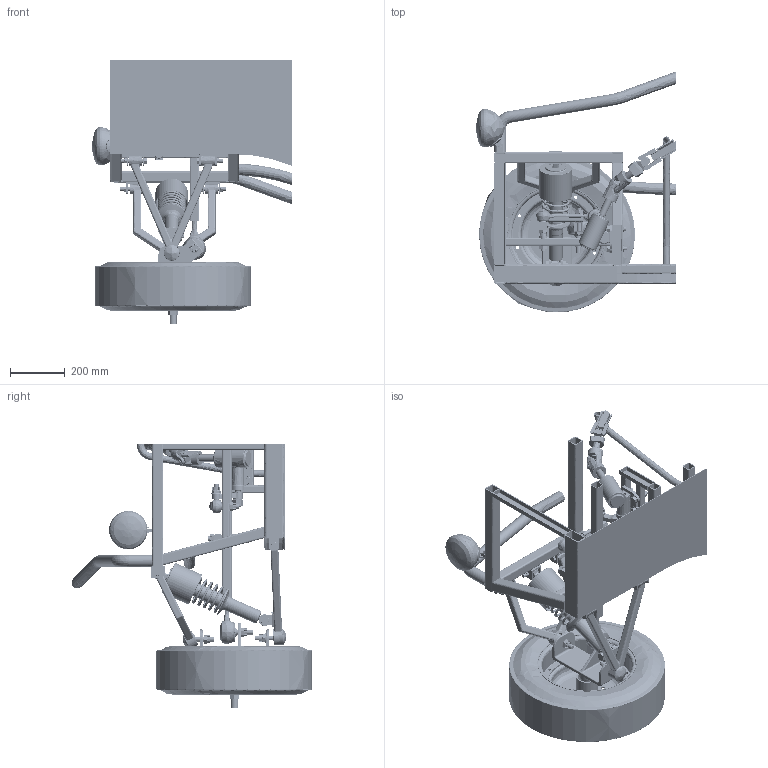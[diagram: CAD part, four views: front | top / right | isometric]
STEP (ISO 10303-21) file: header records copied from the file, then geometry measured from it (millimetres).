
FILE_DESCRIPTION(('FreeCAD Model'),'2;1');
FILE_NAME('Open CASCADE Shape Model','2025-05-04T13:51:37',('FreeCAD'),( 'FreeCAD'),'Open CASCADE STEP processor 7.6','FreeCAD','Unknown');
FILE_SCHEMA(('AUTOMOTIVE_DESIGN { 1 0 10303 214 1 1 1 1 }'));
Products named in the file (1): Open CASCADE STEP translator 7.6 1
Bounding box: 731.73 x 881.44 x 964.16 mm (x, y, z)
Volume: 18847565.4 mm3; surface area: 5676907.1 mm2
Topology: 109 solids, 114 shells, 4111 faces, 10735 edges, 6701 vertices
Faces by surface type: bspline 4111
Entity records: 175641 total; most frequent: CARTESIAN_POINT 116007, ORIENTED_EDGE 21146, EDGE_CURVE 10573, VERTEX_POINT 6701, B_SPLINE_CURVE_WITH_KNOTS 6384, FACE_BOUND 4462, EDGE_LOOP 4462, ADVANCED_FACE 4111
